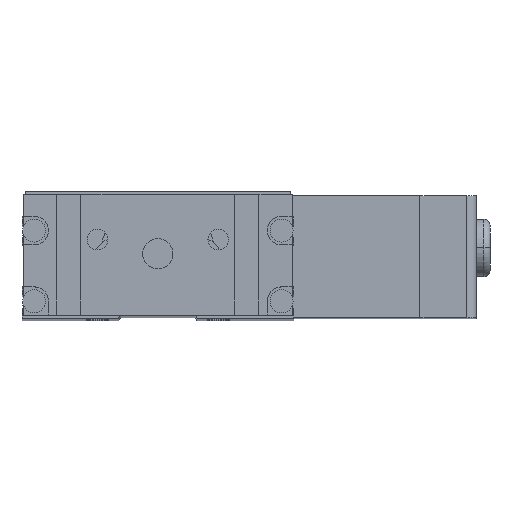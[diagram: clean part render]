
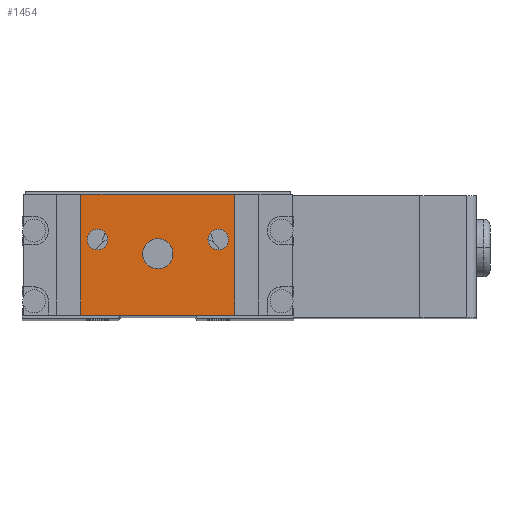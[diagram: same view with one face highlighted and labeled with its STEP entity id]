
A CAD part, top view. The second image highlights one B-rep face of the part: STEP entity #1454.
In plain terms, the highlighted planar face has unit normal (0, 0, 1).
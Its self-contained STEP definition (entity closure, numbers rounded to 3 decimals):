
#8 = EDGE_CURVE ( 'NONE', #13293, #14247, #13896, .T. ) ;
#324 = DIRECTION ( 'NONE',  ( 1., 0., 0. ) ) ;
#601 = CARTESIAN_POINT ( 'NONE',  ( -10., 2.33, 265.55 ) ) ;
#1259 = ORIENTED_EDGE ( 'NONE', *, *, #5672, .T. ) ;
#1454 = ADVANCED_FACE ( 'NONE', ( #10024, #13668, #15329, #11689 ), #13562, .T. ) ;
#1715 = AXIS2_PLACEMENT_3D ( 'NONE', #7796, #4409, #17762 ) ;
#1912 = CARTESIAN_POINT ( 'NONE',  ( -12.75, -10.17, 265.55 ) ) ;
#1915 = DIRECTION ( 'NONE',  ( 1., 0., 0. ) ) ;
#2907 = EDGE_CURVE ( 'NONE', #20295, #12864, #12250, .T. ) ;
#3233 = LINE ( 'NONE', #8371, #7710 ) ;
#3295 = ORIENTED_EDGE ( 'NONE', *, *, #12212, .F. ) ;
#3434 = CARTESIAN_POINT ( 'NONE',  ( 0., 0., 265.55 ) ) ;
#3763 = CARTESIAN_POINT ( 'NONE',  ( 12.75, 9.83, 265.55 ) ) ;
#4137 = DIRECTION ( 'NONE',  ( 0., 0., 1. ) ) ;
#4402 = ORIENTED_EDGE ( 'NONE', *, *, #18076, .T. ) ;
#4409 = DIRECTION ( 'NONE',  ( 0., 0., 1. ) ) ;
#4643 = CARTESIAN_POINT ( 'NONE',  ( 8.3, 2.33, 265.55 ) ) ;
#4696 = DIRECTION ( 'NONE',  ( 1., 0., 0. ) ) ;
#4842 = DIRECTION ( 'NONE',  ( 1., 0., 0. ) ) ;
#5165 = CARTESIAN_POINT ( 'NONE',  ( -22.25, -10.17, 265.55 ) ) ;
#5360 = VERTEX_POINT ( 'NONE', #1912 ) ;
#5390 = EDGE_LOOP ( 'NONE', ( #4402, #13117, #21151, #1259 ) ) ;
#5672 = EDGE_CURVE ( 'NONE', #5360, #13418, #21223, .T. ) ;
#5838 = DIRECTION ( 'NONE',  ( 0., 0., 1. ) ) ;
#5879 = DIRECTION ( 'NONE',  ( 1., 0., 0. ) ) ;
#6057 = CARTESIAN_POINT ( 'NONE',  ( 11.7, 2.33, 265.55 ) ) ;
#6249 = CARTESIAN_POINT ( 'NONE',  ( 0., 0., 265.55 ) ) ;
#6475 = VERTEX_POINT ( 'NONE', #16274 ) ;
#7228 = VERTEX_POINT ( 'NONE', #18811 ) ;
#7251 = EDGE_LOOP ( 'NONE', ( #13803, #15961 ) ) ;
#7257 = CARTESIAN_POINT ( 'NONE',  ( 0., 0., 265.55 ) ) ;
#7710 = VECTOR ( 'NONE', #13356, 1000. ) ;
#7796 = CARTESIAN_POINT ( 'NONE',  ( 10., 2.33, 265.55 ) ) ;
#8091 = CARTESIAN_POINT ( 'NONE',  ( 10., 2.33, 265.55 ) ) ;
#8371 = CARTESIAN_POINT ( 'NONE',  ( -12.75, 9.83, 265.55 ) ) ;
#8786 = VECTOR ( 'NONE', #4842, 1000. ) ;
#9294 = AXIS2_PLACEMENT_3D ( 'NONE', #6249, #5838, #12455 ) ;
#9367 = AXIS2_PLACEMENT_3D ( 'NONE', #10271, #17033, #1915 ) ;
#9461 = ORIENTED_EDGE ( 'NONE', *, *, #16452, .F. ) ;
#9697 = CARTESIAN_POINT ( 'NONE',  ( -11.7, 2.33, 265.55 ) ) ;
#9821 = CIRCLE ( 'NONE', #10526, 1.7 ) ;
#10024 = FACE_BOUND ( 'NONE', #7251, .T. ) ;
#10271 = CARTESIAN_POINT ( 'NONE',  ( -10., 2.33, 265.55 ) ) ;
#10345 = VERTEX_POINT ( 'NONE', #9697 ) ;
#10461 = LINE ( 'NONE', #3763, #10654 ) ;
#10490 = ORIENTED_EDGE ( 'NONE', *, *, #8, .F. ) ;
#10526 = AXIS2_PLACEMENT_3D ( 'NONE', #8091, #19710, #4696 ) ;
#10654 = VECTOR ( 'NONE', #21765, 1000. ) ;
#10769 = AXIS2_PLACEMENT_3D ( 'NONE', #601, #4137, #5879 ) ;
#11481 = VECTOR ( 'NONE', #19907, 1000. ) ;
#11609 = CARTESIAN_POINT ( 'NONE',  ( -22.25, 9.83, 265.55 ) ) ;
#11689 = FACE_BOUND ( 'NONE', #17615, .T. ) ;
#12015 = AXIS2_PLACEMENT_3D ( 'NONE', #7257, #20143, #20244 ) ;
#12183 = EDGE_CURVE ( 'NONE', #6475, #7228, #18258, .T. ) ;
#12212 = EDGE_CURVE ( 'NONE', #18353, #10345, #16093, .T. ) ;
#12250 = CIRCLE ( 'NONE', #1715, 1.7 ) ;
#12337 = ORIENTED_EDGE ( 'NONE', *, *, #13145, .F. ) ;
#12455 = DIRECTION ( 'NONE',  ( 1., 0., 0. ) ) ;
#12864 = VERTEX_POINT ( 'NONE', #6057 ) ;
#13117 = ORIENTED_EDGE ( 'NONE', *, *, #12183, .T. ) ;
#13145 = EDGE_CURVE ( 'NONE', #10345, #18353, #17499, .T. ) ;
#13293 = VERTEX_POINT ( 'NONE', #18158 ) ;
#13356 = DIRECTION ( 'NONE',  ( 0., 1., 0. ) ) ;
#13418 = VERTEX_POINT ( 'NONE', #20142 ) ;
#13562 = PLANE ( 'NONE',  #16698 ) ;
#13668 = FACE_OUTER_BOUND ( 'NONE', #5390, .T. ) ;
#13803 = ORIENTED_EDGE ( 'NONE', *, *, #2907, .F. ) ;
#13896 = CIRCLE ( 'NONE', #9294, 2.5 ) ;
#14247 = VERTEX_POINT ( 'NONE', #14986 ) ;
#14986 = CARTESIAN_POINT ( 'NONE',  ( 2.5, 0., 265.55 ) ) ;
#15041 = EDGE_CURVE ( 'NONE', #5360, #7228, #3233, .T. ) ;
#15225 = EDGE_LOOP ( 'NONE', ( #12337, #3295 ) ) ;
#15329 = FACE_BOUND ( 'NONE', #15225, .T. ) ;
#15436 = DIRECTION ( 'NONE',  ( 0., 0., 1. ) ) ;
#15961 = ORIENTED_EDGE ( 'NONE', *, *, #21303, .F. ) ;
#16093 = CIRCLE ( 'NONE', #9367, 1.7 ) ;
#16274 = CARTESIAN_POINT ( 'NONE',  ( 12.75, 9.83, 265.55 ) ) ;
#16452 = EDGE_CURVE ( 'NONE', #14247, #13293, #16980, .T. ) ;
#16698 = AXIS2_PLACEMENT_3D ( 'NONE', #3434, #15436, #324 ) ;
#16980 = CIRCLE ( 'NONE', #12015, 2.5 ) ;
#17033 = DIRECTION ( 'NONE',  ( 0., 0., 1. ) ) ;
#17499 = CIRCLE ( 'NONE', #10769, 1.7 ) ;
#17615 = EDGE_LOOP ( 'NONE', ( #9461, #10490 ) ) ;
#17762 = DIRECTION ( 'NONE',  ( 1., 0., 0. ) ) ;
#18007 = CARTESIAN_POINT ( 'NONE',  ( -8.3, 2.33, 265.55 ) ) ;
#18076 = EDGE_CURVE ( 'NONE', #13418, #6475, #10461, .T. ) ;
#18158 = CARTESIAN_POINT ( 'NONE',  ( -2.5, 0., 265.55 ) ) ;
#18258 = LINE ( 'NONE', #11609, #11481 ) ;
#18353 = VERTEX_POINT ( 'NONE', #18007 ) ;
#18811 = CARTESIAN_POINT ( 'NONE',  ( -12.75, 9.83, 265.55 ) ) ;
#19710 = DIRECTION ( 'NONE',  ( 0., 0., 1. ) ) ;
#19907 = DIRECTION ( 'NONE',  ( -1., 0., 0. ) ) ;
#20142 = CARTESIAN_POINT ( 'NONE',  ( 12.75, -10.17, 265.55 ) ) ;
#20143 = DIRECTION ( 'NONE',  ( 0., 0., 1. ) ) ;
#20244 = DIRECTION ( 'NONE',  ( 1., 0., 0. ) ) ;
#20295 = VERTEX_POINT ( 'NONE', #4643 ) ;
#21151 = ORIENTED_EDGE ( 'NONE', *, *, #15041, .F. ) ;
#21223 = LINE ( 'NONE', #5165, #8786 ) ;
#21303 = EDGE_CURVE ( 'NONE', #12864, #20295, #9821, .T. ) ;
#21765 = DIRECTION ( 'NONE',  ( 0., 1., 0. ) ) ;
